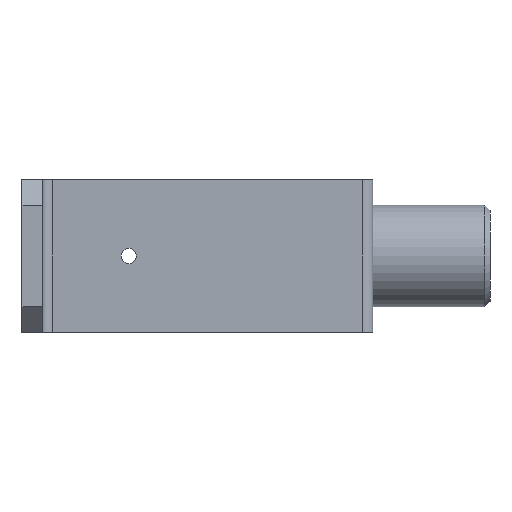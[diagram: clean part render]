
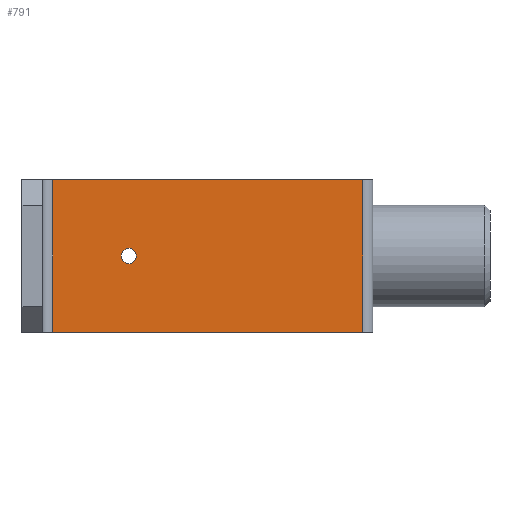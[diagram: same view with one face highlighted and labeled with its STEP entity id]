
A CAD part, front view. The second image highlights one B-rep face of the part: STEP entity #791.
In plain terms, the highlighted planar face has unit normal (0, -1, 0).
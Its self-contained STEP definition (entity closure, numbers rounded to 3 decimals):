
#31 = DIRECTION ( 'NONE',  ( 0., 1., 0. ) ) ;
#39 = EDGE_CURVE ( 'NONE', #166, #1411, #901, .T. ) ;
#103 = EDGE_CURVE ( 'NONE', #1078, #161, #794, .T. ) ;
#161 = VERTEX_POINT ( 'NONE', #1203 ) ;
#166 = VERTEX_POINT ( 'NONE', #1385 ) ;
#192 = VECTOR ( 'NONE', #1625, 1000. ) ;
#203 = CARTESIAN_POINT ( 'NONE',  ( 6., 56., 30. ) ) ;
#250 = DIRECTION ( 'NONE',  ( 0., 1., 0. ) ) ;
#320 = FACE_BOUND ( 'NONE', #944, .T. ) ;
#324 = CARTESIAN_POINT ( 'NONE',  ( 6., 56., 0. ) ) ;
#376 = EDGE_CURVE ( 'NONE', #618, #535, #1427, .T. ) ;
#403 = CARTESIAN_POINT ( 'NONE',  ( 67., 56., 30. ) ) ;
#431 = ORIENTED_EDGE ( 'NONE', *, *, #376, .T. ) ;
#440 = EDGE_CURVE ( 'NONE', #161, #1078, #929, .T. ) ;
#487 = LINE ( 'NONE', #1601, #1788 ) ;
#523 = CARTESIAN_POINT ( 'NONE',  ( 67., 56., 30. ) ) ;
#535 = VERTEX_POINT ( 'NONE', #1024 ) ;
#578 = DIRECTION ( 'NONE',  ( 0., 1., 0. ) ) ;
#618 = VERTEX_POINT ( 'NONE', #203 ) ;
#664 = EDGE_CURVE ( 'NONE', #166, #535, #487, .T. ) ;
#705 = AXIS2_PLACEMENT_3D ( 'NONE', #1959, #250, #1975 ) ;
#722 = ORIENTED_EDGE ( 'NONE', *, *, #440, .T. ) ;
#757 = LINE ( 'NONE', #1642, #1155 ) ;
#786 = EDGE_CURVE ( 'NONE', #618, #1411, #757, .T. ) ;
#791 = ADVANCED_FACE ( 'NONE', ( #320, #1108 ), #1150, .F. ) ;
#794 = CIRCLE ( 'NONE', #912, 1.5 ) ;
#819 = EDGE_LOOP ( 'NONE', ( #1200, #1435, #1121, #431 ) ) ;
#901 = LINE ( 'NONE', #523, #192 ) ;
#912 = AXIS2_PLACEMENT_3D ( 'NONE', #1535, #578, #1981 ) ;
#929 = CIRCLE ( 'NONE', #953, 1.5 ) ;
#944 = EDGE_LOOP ( 'NONE', ( #722, #1960 ) ) ;
#953 = AXIS2_PLACEMENT_3D ( 'NONE', #1605, #31, #1762 ) ;
#1021 = VECTOR ( 'NONE', #1725, 1000. ) ;
#1024 = CARTESIAN_POINT ( 'NONE',  ( 6., 56., 0. ) ) ;
#1078 = VERTEX_POINT ( 'NONE', #1245 ) ;
#1108 = FACE_OUTER_BOUND ( 'NONE', #819, .T. ) ;
#1121 = ORIENTED_EDGE ( 'NONE', *, *, #786, .F. ) ;
#1150 = PLANE ( 'NONE',  #705 ) ;
#1155 = VECTOR ( 'NONE', #1775, 1000. ) ;
#1200 = ORIENTED_EDGE ( 'NONE', *, *, #664, .F. ) ;
#1203 = CARTESIAN_POINT ( 'NONE',  ( 21., 56., 16.5 ) ) ;
#1245 = CARTESIAN_POINT ( 'NONE',  ( 21., 56., 13.5 ) ) ;
#1385 = CARTESIAN_POINT ( 'NONE',  ( 67., 56., 0. ) ) ;
#1411 = VERTEX_POINT ( 'NONE', #403 ) ;
#1427 = LINE ( 'NONE', #324, #1021 ) ;
#1435 = ORIENTED_EDGE ( 'NONE', *, *, #39, .T. ) ;
#1535 = CARTESIAN_POINT ( 'NONE',  ( 21., 56., 15. ) ) ;
#1601 = CARTESIAN_POINT ( 'NONE',  ( 69., 56., 0. ) ) ;
#1605 = CARTESIAN_POINT ( 'NONE',  ( 21., 56., 15. ) ) ;
#1625 = DIRECTION ( 'NONE',  ( 0., 0., 1. ) ) ;
#1642 = CARTESIAN_POINT ( 'NONE',  ( 69., 56., 30. ) ) ;
#1725 = DIRECTION ( 'NONE',  ( 0., 0., -1. ) ) ;
#1762 = DIRECTION ( 'NONE',  ( -1., 0., 0. ) ) ;
#1775 = DIRECTION ( 'NONE',  ( 1., 0., 0. ) ) ;
#1788 = VECTOR ( 'NONE', #1889, 1000. ) ;
#1889 = DIRECTION ( 'NONE',  ( -1., 0., 0. ) ) ;
#1959 = CARTESIAN_POINT ( 'NONE',  ( 69., 56., 30. ) ) ;
#1960 = ORIENTED_EDGE ( 'NONE', *, *, #103, .T. ) ;
#1975 = DIRECTION ( 'NONE',  ( -1., 0., 0. ) ) ;
#1981 = DIRECTION ( 'NONE',  ( -1., 0., 0. ) ) ;
